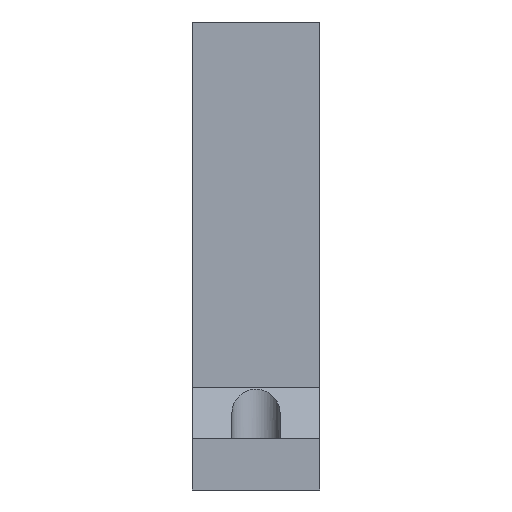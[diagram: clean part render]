
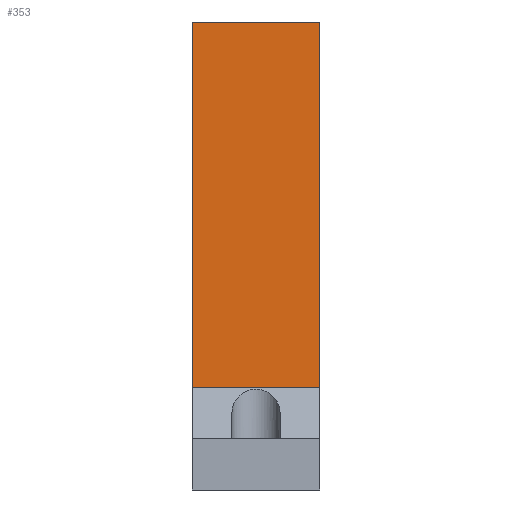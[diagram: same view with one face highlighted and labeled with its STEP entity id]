
A CAD part, front view. The second image highlights one B-rep face of the part: STEP entity #353.
In plain terms, the highlighted planar face has unit normal (0, -1, 0).
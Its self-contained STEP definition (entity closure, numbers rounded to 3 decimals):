
#11 = EDGE_CURVE ( 'NONE', #141, #316, #578, .T. ) ;
#16 = EDGE_CURVE ( 'NONE', #434, #320, #533, .T. ) ;
#26 = VECTOR ( 'NONE', #251, 1000. ) ;
#32 = ORIENTED_EDGE ( 'NONE', *, *, #78, .F. ) ;
#78 = EDGE_CURVE ( 'NONE', #316, #320, #356, .T. ) ;
#87 = DIRECTION ( 'NONE',  ( -1., 0., 0. ) ) ;
#103 = CARTESIAN_POINT ( 'NONE',  ( 12.5, 68., 20. ) ) ;
#123 = PLANE ( 'NONE',  #561 ) ;
#141 = VERTEX_POINT ( 'NONE', #103 ) ;
#145 = LINE ( 'NONE', #559, #382 ) ;
#179 = EDGE_CURVE ( 'NONE', #141, #434, #145, .T. ) ;
#199 = ORIENTED_EDGE ( 'NONE', *, *, #16, .T. ) ;
#251 = DIRECTION ( 'NONE',  ( 0., 0., 1. ) ) ;
#256 = VECTOR ( 'NONE', #305, 1000. ) ;
#305 = DIRECTION ( 'NONE',  ( -1., 0., 0. ) ) ;
#316 = VERTEX_POINT ( 'NONE', #492 ) ;
#320 = VERTEX_POINT ( 'NONE', #359 ) ;
#322 = EDGE_LOOP ( 'NONE', ( #199, #32, #454, #567 ) ) ;
#353 = ADVANCED_FACE ( 'NONE', ( #362 ), #123, .T. ) ;
#354 = CARTESIAN_POINT ( 'NONE',  ( 12.5, 68., 91.687 ) ) ;
#356 = LINE ( 'NONE', #452, #26 ) ;
#359 = CARTESIAN_POINT ( 'NONE',  ( -12.5, 68., 91.687 ) ) ;
#362 = FACE_OUTER_BOUND ( 'NONE', #322, .T. ) ;
#382 = VECTOR ( 'NONE', #566, 1000. ) ;
#389 = CARTESIAN_POINT ( 'NONE',  ( 12.5, 68., 20. ) ) ;
#401 = DIRECTION ( 'NONE',  ( 0., -1., 0. ) ) ;
#410 = CARTESIAN_POINT ( 'NONE',  ( -12.5, 68., 10. ) ) ;
#434 = VERTEX_POINT ( 'NONE', #354 ) ;
#452 = CARTESIAN_POINT ( 'NONE',  ( -12.5, 68., 10. ) ) ;
#454 = ORIENTED_EDGE ( 'NONE', *, *, #11, .F. ) ;
#491 = CARTESIAN_POINT ( 'NONE',  ( -12.5, 68., 91.687 ) ) ;
#492 = CARTESIAN_POINT ( 'NONE',  ( -12.5, 68., 20. ) ) ;
#533 = LINE ( 'NONE', #491, #571 ) ;
#559 = CARTESIAN_POINT ( 'NONE',  ( 12.5, 68., 10. ) ) ;
#561 = AXIS2_PLACEMENT_3D ( 'NONE', #410, #401, #595 ) ;
#566 = DIRECTION ( 'NONE',  ( 0., 0., 1. ) ) ;
#567 = ORIENTED_EDGE ( 'NONE', *, *, #179, .T. ) ;
#571 = VECTOR ( 'NONE', #87, 1000. ) ;
#578 = LINE ( 'NONE', #389, #256 ) ;
#595 = DIRECTION ( 'NONE',  ( 0., 0., -1. ) ) ;
